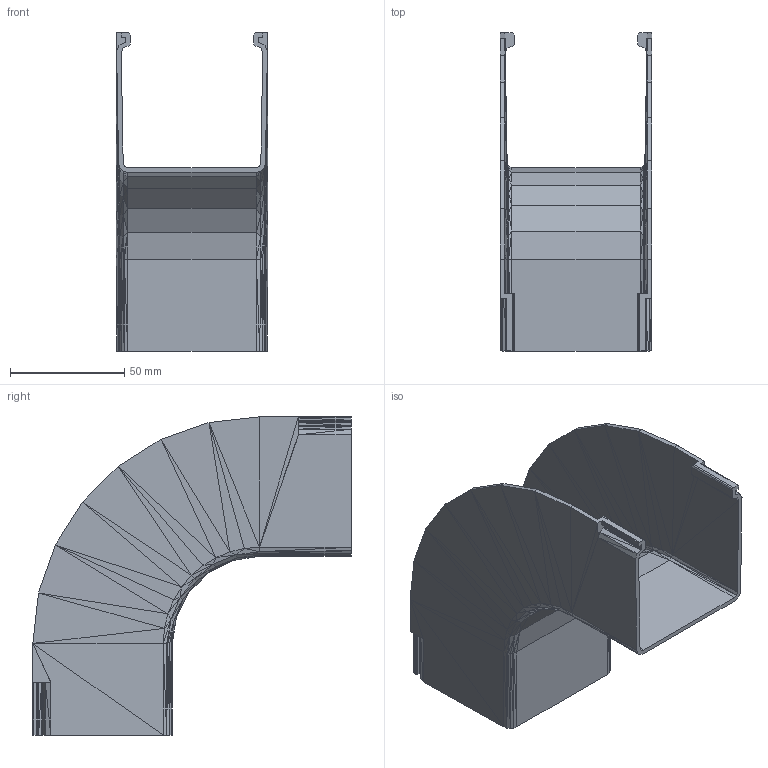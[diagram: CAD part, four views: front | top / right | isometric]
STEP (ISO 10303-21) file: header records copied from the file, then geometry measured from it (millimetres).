
FILE_DESCRIPTION(('FreeCAD Model'),'2;1');
FILE_NAME('Open CASCADE Shape Model','2022-12-06T13:44:34',('Author'),( ''),'Open CASCADE STEP processor 7.6','FreeCAD','Unknown');
FILE_SCHEMA(('AUTOMOTIVE_DESIGN { 1 0 10303 214 1 1 1 1 }'));
Length unit declared in the file: millimetre
Products named in the file (1): DS_060_311X0__________________________________________________90_______
_____________________________________60mm_vertical_down_elbow001001 
(Solid)
Bounding box: 66.31 x 139.48 x 139.48 mm (x, y, z)
Volume: 63340.8 mm3; surface area: 64790.3 mm2
Topology: 1 solids, 1 shells, 482 faces, 876 edges, 396 vertices
Faces by surface type: plane 482
Entity records: 22198 total; most frequent: DIRECTION 3594, CARTESIAN_POINT 3507, LINE 2628, VECTOR 2628, ORIENTED_EDGE 1752, PCURVE 1752, DEFINITIONAL_REPRESENTATION 1752, EDGE_CURVE 876
